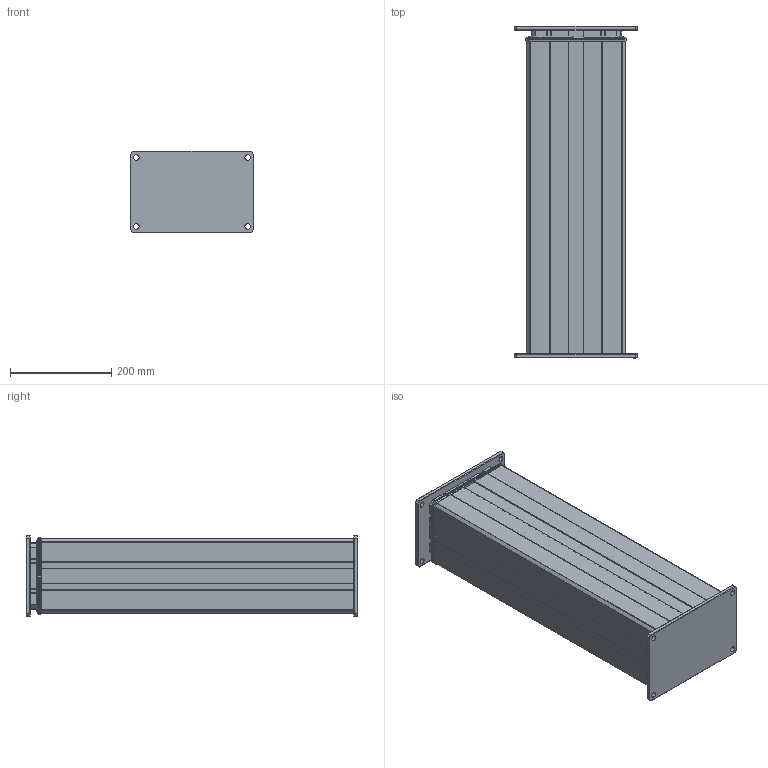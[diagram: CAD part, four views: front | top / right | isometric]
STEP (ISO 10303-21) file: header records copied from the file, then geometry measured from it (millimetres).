
FILE_DESCRIPTION((''),'2;1');
FILE_NAME('DL2','2006-02-08T',('KH'),(''),'PRO/ENGINEER BY PARAMETRIC TECHNOLOGY CORPORATION, 2005110','PRO/ENGINEER BY PARAMETRIC TECHNOLOGY CORPORATION, 2005110','');
FILE_SCHEMA(('CONFIG_CONTROL_DESIGN'));
Length unit declared in the file: millimetre
Products named in the file (1): DL2
Bounding box: 244 x 655 x 160 mm (x, y, z)
Volume: 18420105.3 mm3; surface area: 571122.8 mm2
Topology: 1 solids, 1 shells, 391 faces, 1034 edges, 648 vertices
Faces by surface type: plane 178, cylinder 152, bspline 48, sphere 8, torus 4, cone 1
Entity records: 17781 total; most frequent: CARTESIAN_POINT 4156, ORIENTED_EDGE 2068, DIRECTION 1843, PRESENTATION_STYLE_ASSIGNMENT 1103, STYLED_ITEM 1035, CURVE_STYLE 1034, EDGE_CURVE 1034, VERTEX_POINT 648
